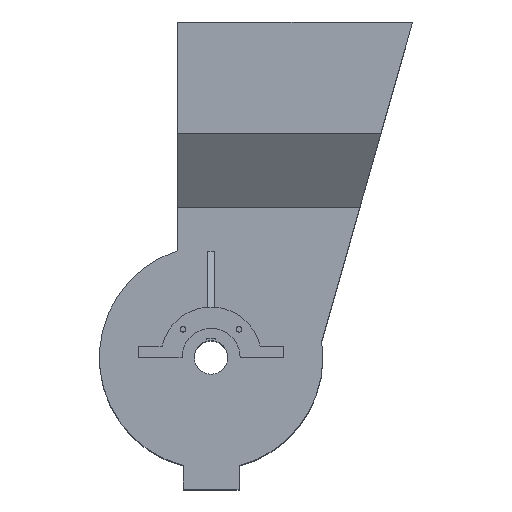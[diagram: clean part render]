
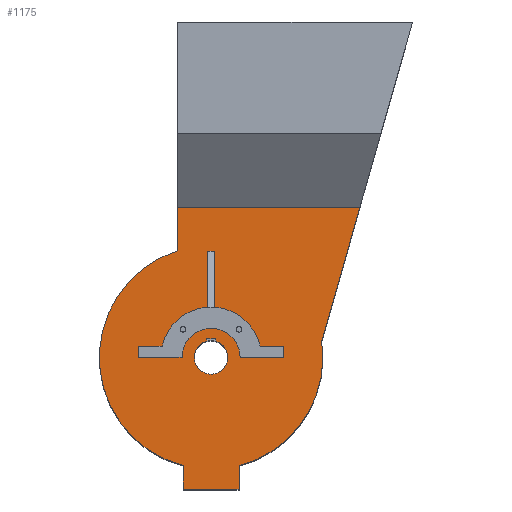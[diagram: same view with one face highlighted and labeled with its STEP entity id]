
A CAD part, top view. The second image highlights one B-rep face of the part: STEP entity #1175.
In plain terms, the highlighted planar face has unit normal (0, 0, 1).
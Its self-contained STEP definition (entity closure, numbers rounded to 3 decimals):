
#422=CARTESIAN_POINT('',(-3.,94.9,-46.));
#423=VERTEX_POINT('',#422);
#440=CARTESIAN_POINT('',(3.,94.9,-46.));
#441=VERTEX_POINT('',#440);
#448=CARTESIAN_POINT('',(3.,94.9,-46.));
#449=DIRECTION('',(-1.,0.,0.));
#450=VECTOR('',#449,6.);
#451=LINE('',#448,#450);
#452=EDGE_CURVE('',#441,#423,#451,.T.);
#463=CARTESIAN_POINT('',(3.,44.9,-46.));
#464=VERTEX_POINT('',#463);
#471=CARTESIAN_POINT('',(3.,44.9,-46.));
#472=DIRECTION('',(0.,1.,0.));
#473=VECTOR('',#472,50.);
#474=LINE('',#471,#473);
#475=EDGE_CURVE('',#464,#441,#474,.T.);
#947=CARTESIAN_POINT('',(-3.,44.9,-46.));
#948=VERTEX_POINT('',#947);
#949=CARTESIAN_POINT('',(-3.,94.9,-46.));
#950=DIRECTION('',(0.,-1.,0.));
#951=VECTOR('',#950,50.);
#952=LINE('',#949,#951);
#953=EDGE_CURVE('',#423,#948,#952,.T.);
#970=CARTESIAN_POINT('',(-43.875,10.,-46.));
#971=VERTEX_POINT('',#970);
#972=CARTESIAN_POINT('',(0.,0.,-46.));
#973=DIRECTION('',(-0.067,0.998,0.));
#974=DIRECTION('',(0.,0.,1.));
#975=AXIS2_PLACEMENT_3D('',#972,#974,#973);
#976=CIRCLE('',#975,45.);
#977=EDGE_CURVE('',#948,#971,#976,.T.);
#997=CARTESIAN_POINT('',(16.544,8.14,-46.));
#998=DIRECTION('',(0.,1.,0.));
#999=DIRECTION('',(0.,0.,-1.));
#1000=AXIS2_PLACEMENT_3D('',#997,#999,#998);
#1001=PLANE('',#1000);
#1002=CARTESIAN_POINT('',(98.975,14.28,-46.));
#1003=VERTEX_POINT('',#1002);
#1004=CARTESIAN_POINT('',(133.088,134.28,-46.));
#1005=VERTEX_POINT('',#1004);
#1006=CARTESIAN_POINT('',(98.975,14.28,-46.));
#1007=DIRECTION('',(0.273,0.962,0.));
#1008=VECTOR('',#1007,124.755);
#1009=LINE('',#1006,#1008);
#1010=EDGE_CURVE('',#1003,#1005,#1009,.T.);
#1011=ORIENTED_EDGE('E98',*,*,#1010,.F.);
#1012=CARTESIAN_POINT('',(25.,-96.825,-46.));
#1013=VERTEX_POINT('',#1012);
#1014=CARTESIAN_POINT('',(0.,0.,-46.));
#1015=DIRECTION('',(0.25,-0.968,0.));
#1016=DIRECTION('',(0.,0.,1.));
#1017=AXIS2_PLACEMENT_3D('',#1014,#1016,#1015);
#1018=CIRCLE('',#1017,100.);
#1019=EDGE_CURVE('',#1013,#1003,#1018,.T.);
#1020=ORIENTED_EDGE('E99',*,*,#1019,.F.);
#1021=CARTESIAN_POINT('',(25.,-118.,-46.));
#1022=VERTEX_POINT('',#1021);
#1023=CARTESIAN_POINT('',(25.,-118.,-46.));
#1024=DIRECTION('',(0.,1.,0.));
#1025=VECTOR('',#1024,21.175);
#1026=LINE('',#1023,#1025);
#1027=EDGE_CURVE('',#1022,#1013,#1026,.T.);
#1028=ORIENTED_EDGE('E100',*,*,#1027,.F.);
#1029=CARTESIAN_POINT('',(-25.,-118.,-46.));
#1030=VERTEX_POINT('',#1029);
#1031=CARTESIAN_POINT('',(-25.,-118.,-46.));
#1032=DIRECTION('',(1.,0.,0.));
#1033=VECTOR('',#1032,50.);
#1034=LINE('',#1031,#1033);
#1035=EDGE_CURVE('',#1030,#1022,#1034,.T.);
#1036=ORIENTED_EDGE('E101',*,*,#1035,.F.);
#1037=CARTESIAN_POINT('',(-25.,-96.825,-46.));
#1038=VERTEX_POINT('',#1037);
#1039=CARTESIAN_POINT('',(-25.,-96.825,-46.));
#1040=DIRECTION('',(0.,-1.,0.));
#1041=VECTOR('',#1040,21.175);
#1042=LINE('',#1039,#1041);
#1043=EDGE_CURVE('',#1038,#1030,#1042,.T.);
#1044=ORIENTED_EDGE('E102',*,*,#1043,.F.);
#1045=CARTESIAN_POINT('',(-30.,95.394,-46.));
#1046=VERTEX_POINT('',#1045);
#1047=CARTESIAN_POINT('',(0.,0.,-46.));
#1048=DIRECTION('',(-0.3,0.954,0.));
#1049=DIRECTION('',(0.,0.,1.));
#1050=AXIS2_PLACEMENT_3D('',#1047,#1049,#1048);
#1051=CIRCLE('',#1050,100.);
#1052=EDGE_CURVE('',#1046,#1038,#1051,.T.);
#1053=ORIENTED_EDGE('E103',*,*,#1052,.F.);
#1054=CARTESIAN_POINT('',(-30.,134.28,-46.));
#1055=VERTEX_POINT('',#1054);
#1056=CARTESIAN_POINT('',(-30.,134.28,-46.));
#1057=DIRECTION('',(0.,-1.,0.));
#1058=VECTOR('',#1057,38.886);
#1059=LINE('',#1056,#1058);
#1060=EDGE_CURVE('',#1055,#1046,#1059,.T.);
#1061=ORIENTED_EDGE('E104',*,*,#1060,.F.);
#1062=CARTESIAN_POINT('',(133.088,134.28,-46.));
#1063=DIRECTION('',(-1.,0.,0.));
#1064=VECTOR('',#1063,163.088);
#1065=LINE('',#1062,#1064);
#1066=EDGE_CURVE('',#1005,#1055,#1065,.T.);
#1067=ORIENTED_EDGE('E105',*,*,#1066,.F.);
#1068=EDGE_LOOP('',(#1011,#1020,#1028,#1036,#1044,#1053,#1061,#1067));
#1069=FACE_OUTER_BOUND('',#1068,.F.);
#1070=ORIENTED_EDGE('',*,*,#953,.T.);
#1071=ORIENTED_EDGE('',*,*,#977,.T.);
#1072=CARTESIAN_POINT('',(-65.,10.,-46.));
#1073=VERTEX_POINT('',#1072);
#1074=CARTESIAN_POINT('',(-65.,10.,-46.));
#1075=DIRECTION('',(1.,0.,0.));
#1076=VECTOR('',#1075,21.125);
#1077=LINE('',#1074,#1076);
#1078=EDGE_CURVE('',#1073,#971,#1077,.T.);
#1079=ORIENTED_EDGE('E90',*,*,#1078,.F.);
#1080=CARTESIAN_POINT('',(-65.,0.,-46.));
#1081=VERTEX_POINT('',#1080);
#1082=CARTESIAN_POINT('',(-65.,0.,-46.));
#1083=DIRECTION('',(0.,1.,0.));
#1084=VECTOR('',#1083,10.);
#1085=LINE('',#1082,#1084);
#1086=EDGE_CURVE('',#1081,#1073,#1085,.T.);
#1087=ORIENTED_EDGE('E91',*,*,#1086,.F.);
#1088=CARTESIAN_POINT('',(-26.,0.,-46.));
#1089=VERTEX_POINT('',#1088);
#1090=CARTESIAN_POINT('',(-26.,0.,-46.));
#1091=DIRECTION('',(-1.,0.,0.));
#1092=VECTOR('',#1091,39.);
#1093=LINE('',#1090,#1092);
#1094=EDGE_CURVE('',#1089,#1081,#1093,.T.);
#1095=ORIENTED_EDGE('E92',*,*,#1094,.F.);
#1096=CARTESIAN_POINT('',(26.,0.,-46.));
#1097=VERTEX_POINT('',#1096);
#1098=CARTESIAN_POINT('',(0.,0.,-46.));
#1099=DIRECTION('',(1.,0.,0.));
#1100=DIRECTION('',(0.,0.,1.));
#1101=AXIS2_PLACEMENT_3D('',#1098,#1100,#1099);
#1102=CIRCLE('',#1101,26.);
#1103=EDGE_CURVE('',#1097,#1089,#1102,.T.);
#1104=ORIENTED_EDGE('E93',*,*,#1103,.F.);
#1105=CARTESIAN_POINT('',(65.,0.,-46.));
#1106=VERTEX_POINT('',#1105);
#1107=CARTESIAN_POINT('',(65.,0.,-46.));
#1108=DIRECTION('',(-1.,0.,0.));
#1109=VECTOR('',#1108,39.);
#1110=LINE('',#1107,#1109);
#1111=EDGE_CURVE('',#1106,#1097,#1110,.T.);
#1112=ORIENTED_EDGE('E94',*,*,#1111,.F.);
#1113=CARTESIAN_POINT('',(65.,10.,-46.));
#1114=VERTEX_POINT('',#1113);
#1115=CARTESIAN_POINT('',(65.,10.,-46.));
#1116=DIRECTION('',(0.,-1.,0.));
#1117=VECTOR('',#1116,10.);
#1118=LINE('',#1115,#1117);
#1119=EDGE_CURVE('',#1114,#1106,#1118,.T.);
#1120=ORIENTED_EDGE('E95',*,*,#1119,.F.);
#1121=CARTESIAN_POINT('',(43.875,10.,-46.));
#1122=VERTEX_POINT('',#1121);
#1123=CARTESIAN_POINT('',(43.875,10.,-46.));
#1124=DIRECTION('',(1.,0.,0.));
#1125=VECTOR('',#1124,21.125);
#1126=LINE('',#1123,#1125);
#1127=EDGE_CURVE('',#1122,#1114,#1126,.T.);
#1128=ORIENTED_EDGE('E96',*,*,#1127,.F.);
#1129=CARTESIAN_POINT('',(0.,0.,-46.));
#1130=DIRECTION('',(0.067,0.998,0.));
#1131=DIRECTION('',(0.,0.,-1.));
#1132=AXIS2_PLACEMENT_3D('',#1129,#1131,#1130);
#1133=CIRCLE('',#1132,45.);
#1134=EDGE_CURVE('',#464,#1122,#1133,.T.);
#1135=ORIENTED_EDGE('E97',*,*,#1134,.F.);
#1136=ORIENTED_EDGE('E97',*,*,#475,.T.);
#1137=ORIENTED_EDGE('E97',*,*,#452,.T.);
#1138=EDGE_LOOP('',(#1070,#1071,#1079,#1087,#1095,#1104,#1112,#1120,#1128,#1135,#1136,#1137));
#1139=FACE_BOUND('',#1138,.F.);
#1140=CARTESIAN_POINT('',(-4.,14.457,-46.));
#1141=VERTEX_POINT('',#1140);
#1142=CARTESIAN_POINT('',(-4.,16.657,-46.));
#1143=VERTEX_POINT('',#1142);
#1144=CARTESIAN_POINT('',(-4.,14.457,-46.));
#1145=DIRECTION('',(0.,1.,0.));
#1146=VECTOR('',#1145,2.2);
#1147=LINE('',#1144,#1146);
#1148=EDGE_CURVE('',#1141,#1143,#1147,.T.);
#1149=ORIENTED_EDGE('E86',*,*,#1148,.F.);
#1150=CARTESIAN_POINT('',(4.,14.457,-46.));
#1151=VERTEX_POINT('',#1150);
#1152=CARTESIAN_POINT('',(0.,0.,-46.));
#1153=DIRECTION('',(0.267,0.964,0.));
#1154=DIRECTION('',(0.,0.,-1.));
#1155=AXIS2_PLACEMENT_3D('',#1152,#1154,#1153);
#1156=CIRCLE('',#1155,15.);
#1157=EDGE_CURVE('',#1151,#1141,#1156,.T.);
#1158=ORIENTED_EDGE('E87',*,*,#1157,.F.);
#1159=CARTESIAN_POINT('',(4.,16.657,-46.));
#1160=VERTEX_POINT('',#1159);
#1161=CARTESIAN_POINT('',(4.,16.657,-46.));
#1162=DIRECTION('',(0.,-1.,0.));
#1163=VECTOR('',#1162,2.2);
#1164=LINE('',#1161,#1163);
#1165=EDGE_CURVE('',#1160,#1151,#1164,.T.);
#1166=ORIENTED_EDGE('E88',*,*,#1165,.F.);
#1167=CARTESIAN_POINT('',(-4.,16.657,-46.));
#1168=DIRECTION('',(1.,0.,0.));
#1169=VECTOR('',#1168,8.);
#1170=LINE('',#1167,#1169);
#1171=EDGE_CURVE('',#1143,#1160,#1170,.T.);
#1172=ORIENTED_EDGE('E89',*,*,#1171,.F.);
#1173=EDGE_LOOP('',(#1149,#1158,#1166,#1172));
#1174=FACE_BOUND('',#1173,.F.);
#1175=ADVANCED_FACE('F29',(#1069,#1139,#1174),#1001,.F.);
